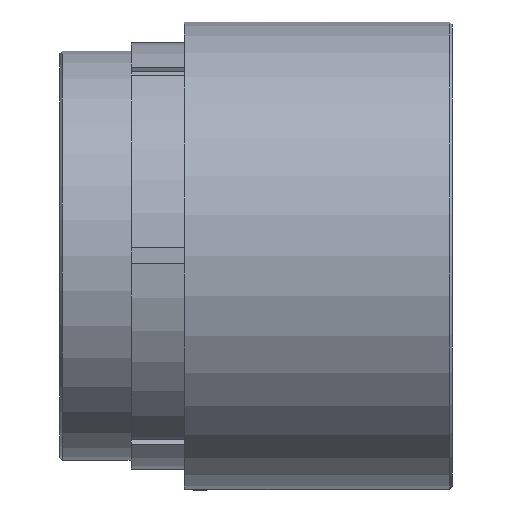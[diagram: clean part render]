
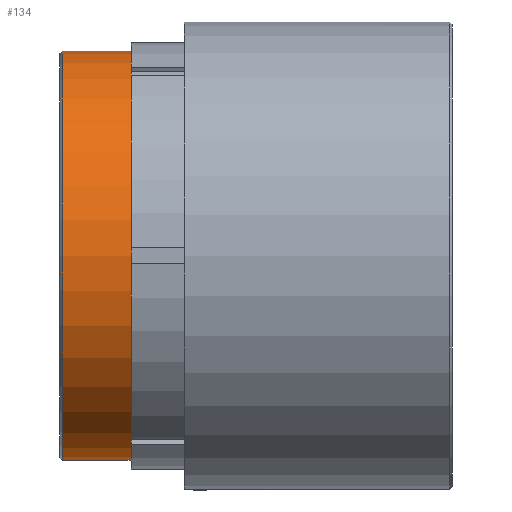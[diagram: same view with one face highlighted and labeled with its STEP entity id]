
A CAD part, left-side view. The second image highlights one B-rep face of the part: STEP entity #134.
In plain terms, the highlighted cylindrical face has radius 60.922 mm (diameter 121.844 mm), a partial arc.
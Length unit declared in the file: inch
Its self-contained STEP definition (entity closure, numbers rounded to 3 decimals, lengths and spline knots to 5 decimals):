
#56 = DIRECTION ( 'NONE',  ( 0., 0., 1. ) ) ;
#94 = CARTESIAN_POINT ( 'NONE',  ( 0., 3.765, 2.3985 ) ) ;
#134 = ADVANCED_FACE ( 'NONE', ( #1318 ), #2670, .T. ) ;
#371 = DIRECTION ( 'NONE',  ( 0., 1., 0. ) ) ;
#525 = CARTESIAN_POINT ( 'NONE',  ( 0., 3.765, 0. ) ) ;
#533 = VERTEX_POINT ( 'NONE', #1029 ) ;
#640 = DIRECTION ( 'NONE',  ( 0., 1., 0. ) ) ;
#720 = ORIENTED_EDGE ( 'NONE', *, *, #5037, .T. ) ;
#939 = AXIS2_PLACEMENT_3D ( 'NONE', #1560, #640, #2433 ) ;
#1029 = CARTESIAN_POINT ( 'NONE',  ( 0., 4.57, -2.3985 ) ) ;
#1086 = CIRCLE ( 'NONE', #4711, 2.3985 ) ;
#1318 = FACE_OUTER_BOUND ( 'NONE', #4032, .T. ) ;
#1497 = DIRECTION ( 'NONE',  ( 0., 1., 0. ) ) ;
#1560 = CARTESIAN_POINT ( 'NONE',  ( 0., 3.765, 0. ) ) ;
#1985 = CARTESIAN_POINT ( 'NONE',  ( 0., 4.57, 0. ) ) ;
#2040 = VERTEX_POINT ( 'NONE', #5332 ) ;
#2058 = VECTOR ( 'NONE', #5470, 39.37008 ) ;
#2433 = DIRECTION ( 'NONE',  ( 0., 0., 1. ) ) ;
#2548 = EDGE_CURVE ( 'NONE', #2040, #533, #1086, .T. ) ;
#2670 = CYLINDRICAL_SURFACE ( 'NONE', #939, 2.3985 ) ;
#2758 = LINE ( 'NONE', #94, #2058 ) ;
#2834 = DIRECTION ( 'NONE',  ( 0., 0., 1. ) ) ;
#3163 = CARTESIAN_POINT ( 'NONE',  ( 0., 3.765, -2.3985 ) ) ;
#3266 = ORIENTED_EDGE ( 'NONE', *, *, #2548, .T. ) ;
#3407 = ORIENTED_EDGE ( 'NONE', *, *, #5368, .T. ) ;
#3623 = CARTESIAN_POINT ( 'NONE',  ( 0., 3.765, 2.3985 ) ) ;
#3700 = VECTOR ( 'NONE', #371, 39.37008 ) ;
#3784 = VERTEX_POINT ( 'NONE', #3623 ) ;
#4006 = CIRCLE ( 'NONE', #4741, 2.3985 ) ;
#4032 = EDGE_LOOP ( 'NONE', ( #5479, #3407, #720, #3266 ) ) ;
#4105 = DIRECTION ( 'NONE',  ( 0., -1., 0. ) ) ;
#4363 = CARTESIAN_POINT ( 'NONE',  ( 0., 3.765, -2.3985 ) ) ;
#4401 = EDGE_CURVE ( 'NONE', #5340, #533, #5729, .T. ) ;
#4711 = AXIS2_PLACEMENT_3D ( 'NONE', #1985, #4105, #2834 ) ;
#4741 = AXIS2_PLACEMENT_3D ( 'NONE', #525, #1497, #56 ) ;
#5037 = EDGE_CURVE ( 'NONE', #3784, #2040, #2758, .T. ) ;
#5332 = CARTESIAN_POINT ( 'NONE',  ( 0., 4.57, 2.3985 ) ) ;
#5340 = VERTEX_POINT ( 'NONE', #3163 ) ;
#5368 = EDGE_CURVE ( 'NONE', #5340, #3784, #4006, .T. ) ;
#5470 = DIRECTION ( 'NONE',  ( 0., 1., 0. ) ) ;
#5479 = ORIENTED_EDGE ( 'NONE', *, *, #4401, .F. ) ;
#5729 = LINE ( 'NONE', #4363, #3700 ) ;
